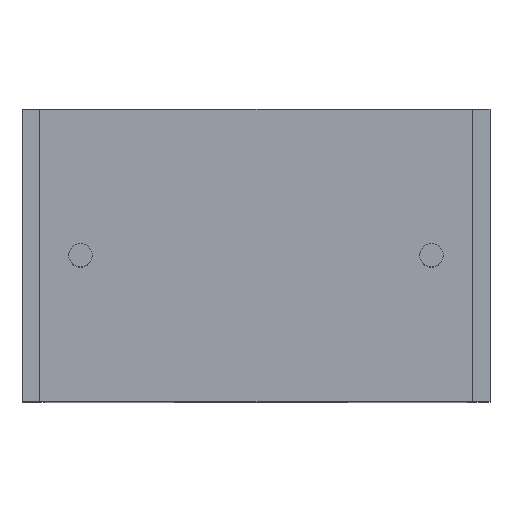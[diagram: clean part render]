
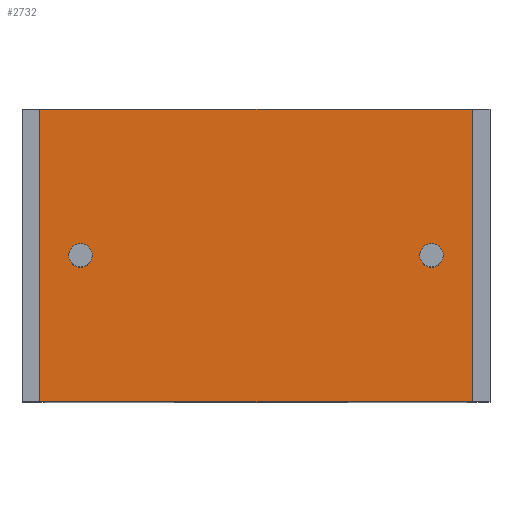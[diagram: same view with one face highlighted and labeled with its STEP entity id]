
A CAD part, top view. The second image highlights one B-rep face of the part: STEP entity #2732.
In plain terms, the highlighted free-form (B-spline) face has degree [1, 1] with [2, 2] control points.
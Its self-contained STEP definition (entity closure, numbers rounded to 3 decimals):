
#441 = VERTEX_POINT('',#442);
#442 = CARTESIAN_POINT('',(8.117,6.342,12.493)
  );
#447 = EDGE_CURVE('',#441,#448,#450,.T.);
#448 = VERTEX_POINT('',#449);
#449 = CARTESIAN_POINT('',(7.103,6.342,12.493)
  );
#450 = ( BOUNDED_CURVE() B_SPLINE_CURVE(2,(#451,#452,#453,#454,#455),
.UNSPECIFIED.,.F.,.F.) B_SPLINE_CURVE_WITH_KNOTS((3,2,3),(3.142,
4.712,6.283),.PIECEWISE_BEZIER_KNOTS.) CURVE() 
GEOMETRIC_REPRESENTATION_ITEM() RATIONAL_B_SPLINE_CURVE((1.,
0.707,1.,0.707,1.)) REPRESENTATION_ITEM('') );
#451 = CARTESIAN_POINT('',(8.117,6.342,12.493)
  );
#452 = CARTESIAN_POINT('',(8.117,6.849,12.493
    ));
#453 = CARTESIAN_POINT('',(7.61,6.849,12.493
    ));
#454 = CARTESIAN_POINT('',(7.103,6.849,12.493
    ));
#455 = CARTESIAN_POINT('',(7.103,6.342,12.493)
  );
#489 = VERTEX_POINT('',#490);
#490 = CARTESIAN_POINT('',(-7.103,6.342,12.493
    ));
#495 = EDGE_CURVE('',#489,#496,#498,.T.);
#496 = VERTEX_POINT('',#497);
#497 = CARTESIAN_POINT('',(-8.117,6.342,12.493
    ));
#498 = ( BOUNDED_CURVE() B_SPLINE_CURVE(2,(#499,#500,#501,#502,#503),
.UNSPECIFIED.,.F.,.F.) B_SPLINE_CURVE_WITH_KNOTS((3,2,3),(3.142,
4.712,6.283),.PIECEWISE_BEZIER_KNOTS.) CURVE() 
GEOMETRIC_REPRESENTATION_ITEM() RATIONAL_B_SPLINE_CURVE((1.,
0.707,1.,0.707,1.)) REPRESENTATION_ITEM('') );
#499 = CARTESIAN_POINT('',(-7.103,6.342,12.493
    ));
#500 = CARTESIAN_POINT('',(-7.103,6.849,
    12.493));
#501 = CARTESIAN_POINT('',(-7.61,6.849,
    12.493));
#502 = CARTESIAN_POINT('',(-8.117,6.849,
    12.493));
#503 = CARTESIAN_POINT('',(-8.117,6.342,12.493
    ));
#2579 = VERTEX_POINT('',#2580);
#2580 = CARTESIAN_POINT('',(9.386,0.,12.493));
#2585 = EDGE_CURVE('',#2586,#2579,#2588,.T.);
#2586 = VERTEX_POINT('',#2587);
#2587 = CARTESIAN_POINT('',(-9.386,0.,12.493));
#2588 = B_SPLINE_CURVE_WITH_KNOTS('',1,(#2589,#2590),.UNSPECIFIED.,.F.,
  .F.,(2,2),(-14.8,0.),.PIECEWISE_BEZIER_KNOTS.);
#2589 = CARTESIAN_POINT('',(-9.386,0.,12.493));
#2590 = CARTESIAN_POINT('',(9.386,0.,12.493));
#2715 = EDGE_CURVE('',#2716,#2586,#2718,.T.);
#2716 = VERTEX_POINT('',#2717);
#2717 = CARTESIAN_POINT('',(-9.386,12.684,
    12.493));
#2718 = B_SPLINE_CURVE_WITH_KNOTS('',1,(#2719,#2720),.UNSPECIFIED.,.F.,
  .F.,(2,2),(-9.2,0.8),.PIECEWISE_BEZIER_KNOTS.);
#2719 = CARTESIAN_POINT('',(-9.386,12.684,
    12.493));
#2720 = CARTESIAN_POINT('',(-9.386,0.,12.493));
#2732 = ADVANCED_FACE('',(#2733,#2744,#2755),#2771,.F.);
#2733 = FACE_BOUND('',#2734,.T.);
#2734 = EDGE_LOOP('',(#2735,#2743));
#2735 = ORIENTED_EDGE('',*,*,#2736,.F.);
#2736 = EDGE_CURVE('',#448,#441,#2737,.T.);
#2737 = ( BOUNDED_CURVE() B_SPLINE_CURVE(2,(#2738,#2739,#2740,#2741,
#2742),.UNSPECIFIED.,.F.,.F.) B_SPLINE_CURVE_WITH_KNOTS((3,2,3),(0.,
1.571,3.142),.PIECEWISE_BEZIER_KNOTS.) CURVE() 
GEOMETRIC_REPRESENTATION_ITEM() RATIONAL_B_SPLINE_CURVE((1.,
0.707,1.,0.707,1.)) REPRESENTATION_ITEM('') );
#2738 = CARTESIAN_POINT('',(7.103,6.342,12.493
    ));
#2739 = CARTESIAN_POINT('',(7.103,5.834,
    12.493));
#2740 = CARTESIAN_POINT('',(7.61,5.834,
    12.493));
#2741 = CARTESIAN_POINT('',(8.117,5.834,
    12.493));
#2742 = CARTESIAN_POINT('',(8.117,6.342,12.493
    ));
#2743 = ORIENTED_EDGE('',*,*,#447,.F.);
#2744 = FACE_BOUND('',#2745,.T.);
#2745 = EDGE_LOOP('',(#2746,#2754));
#2746 = ORIENTED_EDGE('',*,*,#2747,.F.);
#2747 = EDGE_CURVE('',#496,#489,#2748,.T.);
#2748 = ( BOUNDED_CURVE() B_SPLINE_CURVE(2,(#2749,#2750,#2751,#2752,
#2753),.UNSPECIFIED.,.F.,.F.) B_SPLINE_CURVE_WITH_KNOTS((3,2,3),(0.,
1.571,3.142),.PIECEWISE_BEZIER_KNOTS.) CURVE() 
GEOMETRIC_REPRESENTATION_ITEM() RATIONAL_B_SPLINE_CURVE((1.,
0.707,1.,0.707,1.)) REPRESENTATION_ITEM('') );
#2749 = CARTESIAN_POINT('',(-8.117,6.342,
    12.493));
#2750 = CARTESIAN_POINT('',(-8.117,5.834,
    12.493));
#2751 = CARTESIAN_POINT('',(-7.61,5.834,
    12.493));
#2752 = CARTESIAN_POINT('',(-7.103,5.834,
    12.493));
#2753 = CARTESIAN_POINT('',(-7.103,6.342,
    12.493));
#2754 = ORIENTED_EDGE('',*,*,#495,.F.);
#2755 = FACE_BOUND('',#2756,.T.);
#2756 = EDGE_LOOP('',(#2757,#2758,#2765,#2770));
#2757 = ORIENTED_EDGE('',*,*,#2585,.T.);
#2758 = ORIENTED_EDGE('',*,*,#2759,.F.);
#2759 = EDGE_CURVE('',#2760,#2579,#2762,.T.);
#2760 = VERTEX_POINT('',#2761);
#2761 = CARTESIAN_POINT('',(9.386,12.684,
    12.493));
#2762 = B_SPLINE_CURVE_WITH_KNOTS('',1,(#2763,#2764),.UNSPECIFIED.,.F.,
  .F.,(2,2),(-9.2,0.8),.PIECEWISE_BEZIER_KNOTS.);
#2763 = CARTESIAN_POINT('',(9.386,12.684,
    12.493));
#2764 = CARTESIAN_POINT('',(9.386,0.,12.493));
#2765 = ORIENTED_EDGE('',*,*,#2766,.F.);
#2766 = EDGE_CURVE('',#2716,#2760,#2767,.T.);
#2767 = B_SPLINE_CURVE_WITH_KNOTS('',1,(#2768,#2769),.UNSPECIFIED.,.F.,
  .F.,(2,2),(-7.4,7.4),.PIECEWISE_BEZIER_KNOTS.);
#2768 = CARTESIAN_POINT('',(-9.386,12.684,
    12.493));
#2769 = CARTESIAN_POINT('',(9.386,12.684,
    12.493));
#2770 = ORIENTED_EDGE('',*,*,#2715,.T.);
#2771 = B_SPLINE_SURFACE_WITH_KNOTS('',1,1,(
    (#2772,#2773)
    ,(#2774,#2775
    )),.UNSPECIFIED.,.F.,.F.,.F.,(2,2),(2,2),(-0.,14.8),(-0.8,9.2),
  .PIECEWISE_BEZIER_KNOTS.);
#2772 = CARTESIAN_POINT('',(9.386,0.,12.493));
#2773 = CARTESIAN_POINT('',(9.386,12.684,
    12.493));
#2774 = CARTESIAN_POINT('',(-9.386,0.,12.493));
#2775 = CARTESIAN_POINT('',(-9.386,12.684,
    12.493));
